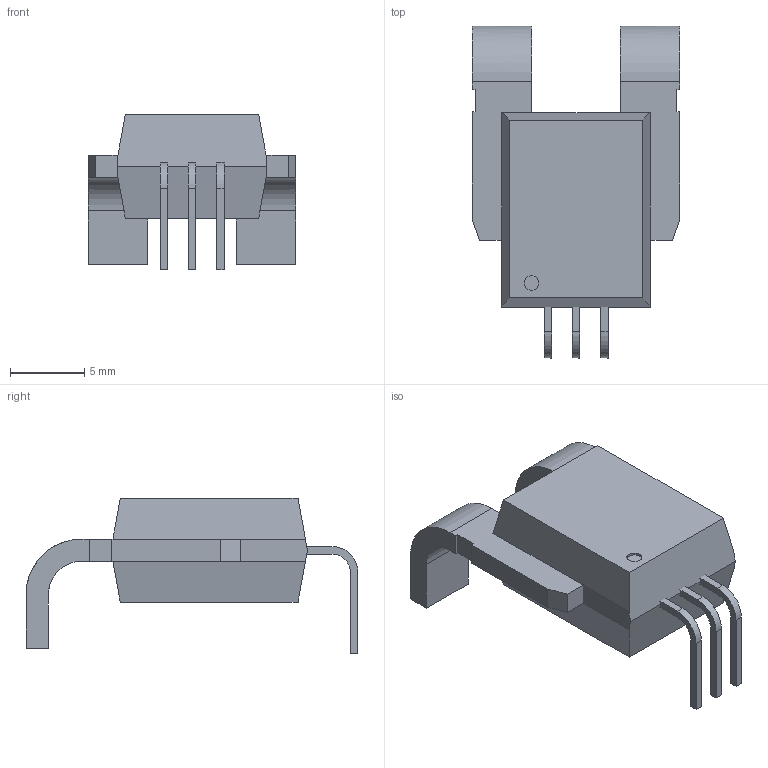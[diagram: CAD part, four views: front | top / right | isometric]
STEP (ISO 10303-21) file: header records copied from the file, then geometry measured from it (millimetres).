
FILE_DESCRIPTION (( 'STEP AP214' ), '1' );
FILE_NAME ('User Library-ACS758xCB-PFF.STEP', '2019-07-15T21:14:26', ( '' ), ( '' ), 'SwSTEP 2.0', 'SolidWorks 2019', '' );
FILE_SCHEMA (( 'AUTOMOTIVE_DESIGN' ));
Length unit declared in the file: millimetre
Products named in the file (4): User Library-ACS758xCB-PFF_Component1; User Library-ACS758xCB-PFF_Pattern; User Library-ACS758xCB-PFF; User Library-ACS758xCB-PFF_ACS758xCB-PFF
Assembly tree (5 placements, depth 3):
  User Library-ACS758xCB-PFF
    User Library-ACS758xCB-PFF_ACS758xCB-PFF
    User Library-ACS758xCB-PFF_Pattern
      User Library-ACS758xCB-PFF_Component1  x3
Bounding box: 14 x 22.41 x 10.48 mm (x, y, z)
Volume: 1083.9 mm3; surface area: 1033 mm2
Topology: 6 solids, 6 shells, 76 faces, 188 edges, 125 vertices
Faces by surface type: plane 64, cylinder 12
Entity records: 2474 total; most frequent: CARTESIAN_POINT 350, ORIENTED_EDGE 280, DIRECTION 277, EDGE_CURVE 140, VECTOR 119, LINE 119, VERTEX_POINT 93, AXIS2_PLACEMENT_3D 79
